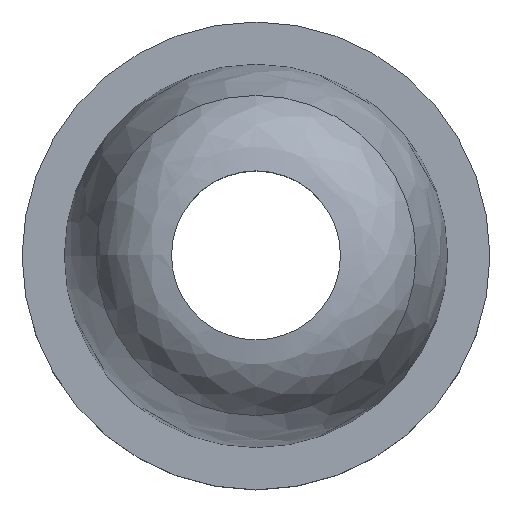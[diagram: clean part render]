
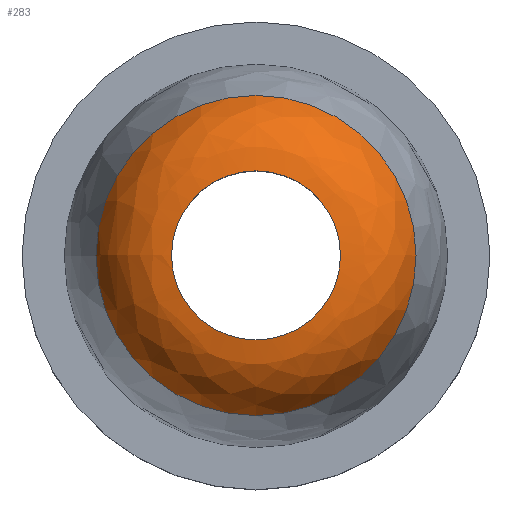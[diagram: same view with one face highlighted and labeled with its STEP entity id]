
A CAD part, top view. The second image highlights one B-rep face of the part: STEP entity #283.
In plain terms, the highlighted free-form (B-spline) face has degree [2, 2] with [5, 9] control points.
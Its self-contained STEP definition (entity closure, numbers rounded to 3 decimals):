
#204=CARTESIAN_POINT('',(-1.5,0.,9.997));
#205=VERTEX_POINT('',#204);
#206=CARTESIAN_POINT('',(0.0,0.0,9.997));
#207=DIRECTION('',(0.0,0.0,-1.0));
#208=DIRECTION('',(1.0,0.0,0.0));
#209=AXIS2_PLACEMENT_3D('',#206,#207,#208);
#210=CIRCLE('',#209,1.5);
#211=EDGE_CURVE('',#205,#205,#210,.T.);
#216=CARTESIAN_POINT('',(-2.84,0.,8.92));
#217=CARTESIAN_POINT('',(-2.538,0.,9.954));
#218=CARTESIAN_POINT('',(-1.463,0.,9.999));
#219=CARTESIAN_POINT('',(-0.387,0.,10.044));
#220=CARTESIAN_POINT('',(0.,0.,9.039));
#221=CARTESIAN_POINT('',(-2.84,2.84,8.92));
#222=CARTESIAN_POINT('',(-2.538,2.538,9.954));
#223=CARTESIAN_POINT('',(-1.463,1.463,9.999));
#224=CARTESIAN_POINT('',(-0.387,0.387,10.044));
#225=CARTESIAN_POINT('',(0.,0.,9.039));
#226=CARTESIAN_POINT('',(0.,2.84,8.92));
#227=CARTESIAN_POINT('',(0.,2.538,9.954));
#228=CARTESIAN_POINT('',(0.,1.463,9.999));
#229=CARTESIAN_POINT('',(0.,0.387,10.044));
#230=CARTESIAN_POINT('',(0.,0.,9.039));
#231=CARTESIAN_POINT('',(2.84,2.84,8.92));
#232=CARTESIAN_POINT('',(2.538,2.538,9.954));
#233=CARTESIAN_POINT('',(1.463,1.463,9.999));
#234=CARTESIAN_POINT('',(0.387,0.387,10.044));
#235=CARTESIAN_POINT('',(0.,0.,9.039));
#236=CARTESIAN_POINT('',(2.84,0.,8.92));
#237=CARTESIAN_POINT('',(2.538,0.,9.954));
#238=CARTESIAN_POINT('',(1.463,0.,9.999));
#239=CARTESIAN_POINT('',(0.387,0.,10.044));
#240=CARTESIAN_POINT('',(0.,0.,9.039));
#241=CARTESIAN_POINT('',(2.84,-2.84,8.92));
#242=CARTESIAN_POINT('',(2.538,-2.538,9.954));
#243=CARTESIAN_POINT('',(1.463,-1.463,9.999));
#244=CARTESIAN_POINT('',(0.387,-0.387,10.044));
#245=CARTESIAN_POINT('',(0.,0.,9.039));
#246=CARTESIAN_POINT('',(0.,-2.84,8.92));
#247=CARTESIAN_POINT('',(0.,-2.538,9.954));
#248=CARTESIAN_POINT('',(0.,-1.463,9.999));
#249=CARTESIAN_POINT('',(0.,-0.387,10.044));
#250=CARTESIAN_POINT('',(0.,0.,9.039));
#251=CARTESIAN_POINT('',(-2.84,-2.84,8.92));
#252=CARTESIAN_POINT('',(-2.538,-2.538,9.954));
#253=CARTESIAN_POINT('',(-1.463,-1.463,9.999));
#254=CARTESIAN_POINT('',(-0.387,-0.387,10.044));
#255=CARTESIAN_POINT('',(0.,0.,9.039));
#256=CARTESIAN_POINT('',(-2.84,0.,8.92));
#257=CARTESIAN_POINT('',(-2.538,0.,9.954));
#258=CARTESIAN_POINT('',(-1.463,0.,9.999));
#259=CARTESIAN_POINT('',(-0.387,0.,10.044));
#260=CARTESIAN_POINT('',(0.,0.,9.039));
#268=(BOUNDED_SURFACE()B_SPLINE_SURFACE(2,2,((#216,#221,#226,#231,#236,#241,#246,#251,#256),(#217,#222,#227,#232,#237,#242,#247,#252,#257),(#218,#223,#228,#233,#238,#243,#248,#253,#258),(#219,#224,#229,#234,#239,#244,#249,#254,#259),(#220,#225,#230,#235,#240,#245,#250,#255,#260)),.UNSPECIFIED.,.F.,.T.,.U.)B_SPLINE_SURFACE_WITH_KNOTS((3,2,3),(3,2,2,2,3),(0.284,1.529,2.774),(0.0,1.571,3.142,4.712,6.283),.UNSPECIFIED.)GEOMETRIC_REPRESENTATION_ITEM()RATIONAL_B_SPLINE_SURFACE(((1.0,0.707,1.0,0.707,1.0,0.707,1.0,0.707,1.0),(0.812,0.574,0.812,0.574,0.812,0.574,0.812,0.574,0.812),(1.0,0.707,1.0,0.707,1.0,0.707,1.0,0.707,1.0),(0.812,0.574,0.812,0.574,0.812,0.574,0.812,0.574,0.812),(1.0,0.707,1.0,0.707,1.0,0.707,1.0,0.707,1.0)))REPRESENTATION_ITEM('')SURFACE());
#269=ORIENTED_EDGE('',*,*,#211,.T.);
#270=EDGE_LOOP('',(#269));
#271=FACE_OUTER_BOUND('',#270,.T.);
#272=CARTESIAN_POINT('',(-2.84,0.,8.92));
#273=VERTEX_POINT('',#272);
#274=CARTESIAN_POINT('',(0.0,0.0,8.92));
#275=DIRECTION('',(0.0,0.0,1.0));
#276=DIRECTION('',(-1.0,0.0,0.0));
#277=AXIS2_PLACEMENT_3D('',#274,#275,#276);
#278=CIRCLE('',#277,2.84);
#279=EDGE_CURVE('',#273,#273,#278,.T.);
#280=ORIENTED_EDGE('',*,*,#279,.T.);
#281=EDGE_LOOP('',(#280));
#282=FACE_BOUND('',#281,.T.);
#283=ADVANCED_FACE('',(#271,#282),#268,.T.);
